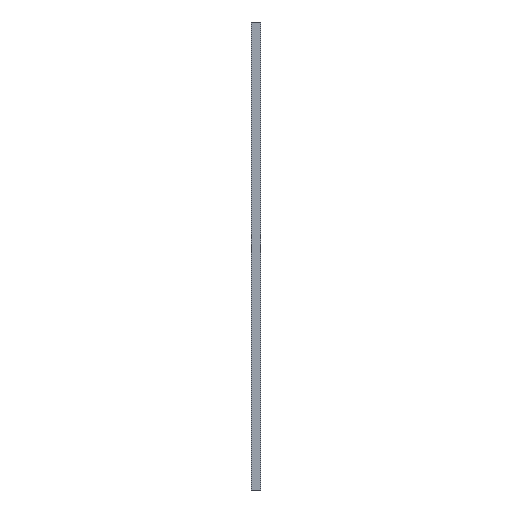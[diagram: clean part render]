
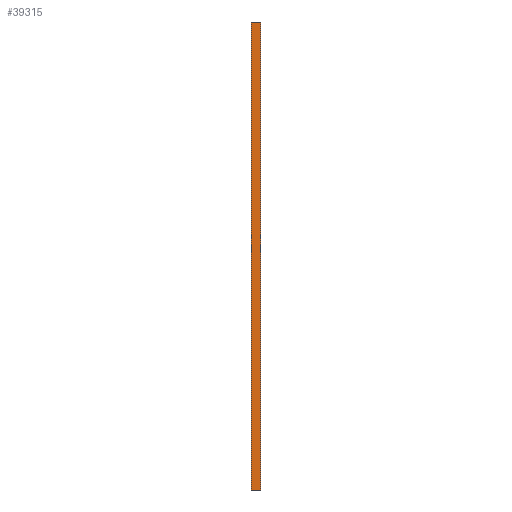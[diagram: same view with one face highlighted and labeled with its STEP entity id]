
A CAD part, front view. The second image highlights one B-rep face of the part: STEP entity #39315.
In plain terms, the highlighted planar face has unit normal (0.012, -1, 0).
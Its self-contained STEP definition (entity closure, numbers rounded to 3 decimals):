
#177=DIRECTION('',(1.,0.012,0.));
#178=VECTOR('',#177,52.231);
#179=CARTESIAN_POINT('',(0.,-55.028,-2500.));
#180=LINE('',#179,#178);
#181=DIRECTION('',(0.,0.,-1.));
#182=VECTOR('',#181,2500.);
#183=CARTESIAN_POINT('',(52.227,-54.39,0.));
#184=LINE('',#183,#182);
#185=DIRECTION('',(-1.,-0.012,0.));
#186=VECTOR('',#185,52.231);
#187=CARTESIAN_POINT('',(52.227,-54.39,0.));
#188=LINE('',#187,#186);
#229=DIRECTION('',(0.,0.,-1.));
#230=VECTOR('',#229,2500.);
#231=CARTESIAN_POINT('',(0.,-55.028,0.));
#232=LINE('',#231,#230);
#38418=CARTESIAN_POINT('',(52.227,-54.39,0.));
#38419=CARTESIAN_POINT('',(52.227,-54.39,-2500.));
#38420=VERTEX_POINT('',#38418);
#38421=VERTEX_POINT('',#38419);
#38422=CARTESIAN_POINT('',(0.,-55.028,0.));
#38423=CARTESIAN_POINT('',(0.,-55.028,-2500.));
#38424=VERTEX_POINT('',#38422);
#38425=VERTEX_POINT('',#38423);
#39302=CARTESIAN_POINT('',(2.277,-55.,0.));
#39303=DIRECTION('',(0.012,-1.,0.));
#39304=DIRECTION('',(1.,0.012,0.));
#39305=AXIS2_PLACEMENT_3D('',#39302,#39303,#39304);
#39306=PLANE('',#39305);
#39308=ORIENTED_EDGE('',*,*,#39307,.F.);
#39309=ORIENTED_EDGE('',*,*,#39294,.T.);
#39310=ORIENTED_EDGE('',*,*,#39283,.F.);
#39312=ORIENTED_EDGE('',*,*,#39311,.F.);
#39313=EDGE_LOOP('',(#39308,#39309,#39310,#39312));
#39314=FACE_OUTER_BOUND('',#39313,.F.);
#39315=ADVANCED_FACE('',(#39314),#39306,.T.);
#39283=EDGE_CURVE('',#38425,#38421,#180,.T.);
#39294=EDGE_CURVE('',#38420,#38421,#184,.T.);
#39307=EDGE_CURVE('',#38420,#38424,#188,.T.);
#39311=EDGE_CURVE('',#38424,#38425,#232,.T.);
